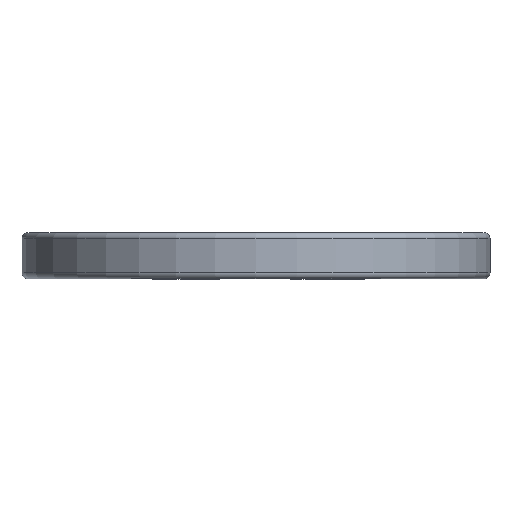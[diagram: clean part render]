
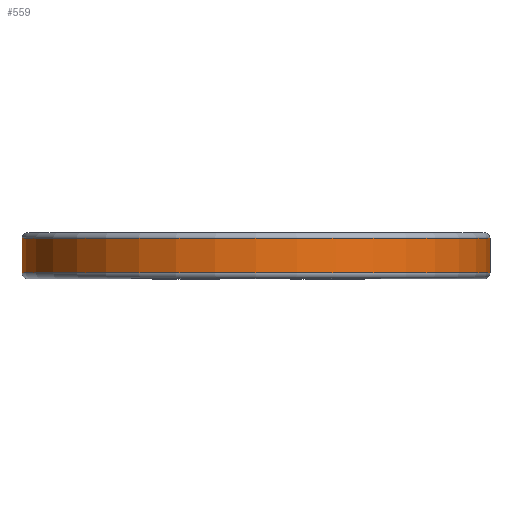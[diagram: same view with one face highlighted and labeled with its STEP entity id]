
A CAD part, front view. The second image highlights one B-rep face of the part: STEP entity #559.
In plain terms, the highlighted cylindrical face has radius 99.95 mm (diameter 199.9 mm), a full revolution.
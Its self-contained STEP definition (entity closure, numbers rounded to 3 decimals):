
#156=CYLINDRICAL_SURFACE('',#6265,99.95);
#559=ADVANCED_FACE('',(#2014,#2015),#156,.T.);
#1880=CIRCLE('',#6263,99.95);
#1881=CIRCLE('',#6264,99.95);
#2014=FACE_BOUND('',#2109,.T.);
#2015=FACE_BOUND('',#2110,.T.);
#2109=EDGE_LOOP('',(#2717));
#2110=EDGE_LOOP('',(#2718));
#2717=ORIENTED_EDGE('',*,*,#5065,.T.);
#2718=ORIENTED_EDGE('',*,*,#5066,.T.);
#4471=VERTEX_POINT('',#8923);
#4472=VERTEX_POINT('',#8925);
#5065=EDGE_CURVE('',#4471,#4471,#1880,.T.);
#5066=EDGE_CURVE('',#4472,#4472,#1881,.T.);
#6263=AXIS2_PLACEMENT_3D('',#8922,#6815,#6816);
#6264=AXIS2_PLACEMENT_3D('',#8924,#6817,#6818);
#6265=AXIS2_PLACEMENT_3D('',#8926,#6819,#6820);
#6815=DIRECTION('',(0.,0.,1.));
#6816=DIRECTION('',(-1.,0.,0.));
#6817=DIRECTION('',(0.,0.,-1.));
#6818=DIRECTION('',(1.,0.,0.));
#6819=DIRECTION('',(0.,0.,1.));
#6820=DIRECTION('',(-1.,0.,0.));
#8922=CARTESIAN_POINT('',(631.,0.,2.5));
#8923=CARTESIAN_POINT('',(531.05,0.,2.5));
#8924=CARTESIAN_POINT('',(631.,0.,17.2));
#8925=CARTESIAN_POINT('',(730.95,0.,17.2));
#8926=CARTESIAN_POINT('',(631.,0.,0.));
